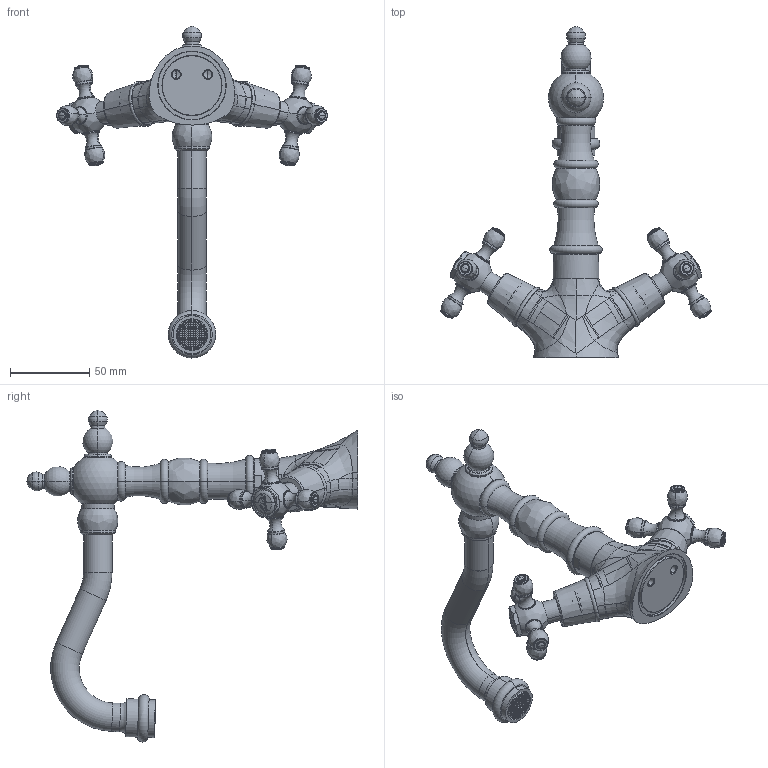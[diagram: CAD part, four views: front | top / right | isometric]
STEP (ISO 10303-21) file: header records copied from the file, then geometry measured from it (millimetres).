
FILE_DESCRIPTION((''),'2;1');
FILE_NAME('KITCHEN_MIXER_1L235900CP-FEU12__ASM','2020-07-02T',('hzwu'),(''),'CREO PARAMETRIC BY PTC INC, 2015480','CREO PARAMETRIC BY PTC INC, 2015480','');
FILE_SCHEMA(('AUTOMOTIVE_DESIGN { 1 0 10303 214 1 1 1 1 }'));
Length unit declared in the file: millimetre
Products named in the file (31): MSBR-29; MSBR-28; MSBR-27; MSBR-26; MSBR-25; MSBR-24; MSBR-23; MSBR-22; MSBR-21; MSBR-20; MSBR-19; MSBR-18; MSBR-17; MSBR-16; MSBR-15; MSBR-14; MSBR-13; MSBR-12; MSBR-11; MSBR-10; MSBR-9; MSBR-8; MSBR-7; MSBR-6; MSBR-5; MSBR-4; MSBR-3; MSBR-2; MSBR-1; _KITCHEN_MIXER_1L235900CP-FEU12; KITCHEN_MIXER_1L235900CP-FEU12__ASM
Assembly tree (30 placements, depth 2):
  KITCHEN_MIXER_1L235900CP-FEU12__ASM
    MSBR-29
    MSBR-28
    MSBR-27
    MSBR-26
    MSBR-25
    MSBR-24
    MSBR-23
    MSBR-22
    MSBR-21
    MSBR-20
    MSBR-19
    MSBR-18
    MSBR-17
    MSBR-16
    MSBR-15
    MSBR-14
    MSBR-13
    MSBR-12
    MSBR-11
    MSBR-10
    MSBR-9
    MSBR-8
    MSBR-7
    MSBR-6
    MSBR-5
    MSBR-4
    MSBR-3
    MSBR-2
    MSBR-1
    _KITCHEN_MIXER_1L235900CP-FEU12
Bounding box: 171.35 x 209.45 x 209.97 mm (x, y, z)
Volume: 219542.8 mm3; surface area: 103707.9 mm2
Topology: 29 solids, 29 shells, 2908 faces, 8431 edges, 5714 vertices
Faces by surface type: plane 1651, cylinder 548, bspline 230, torus 210, cone 173, extrusion 57, sphere 39
Entity records: 147427 total; most frequent: CARTESIAN_POINT 62923, ORIENTED_EDGE 16786, DIRECTION 14191, EDGE_CURVE 8393, VERTEX_POINT 5714, VECTOR 5539, LINE 5482, AXIS2_PLACEMENT_3D 4326
